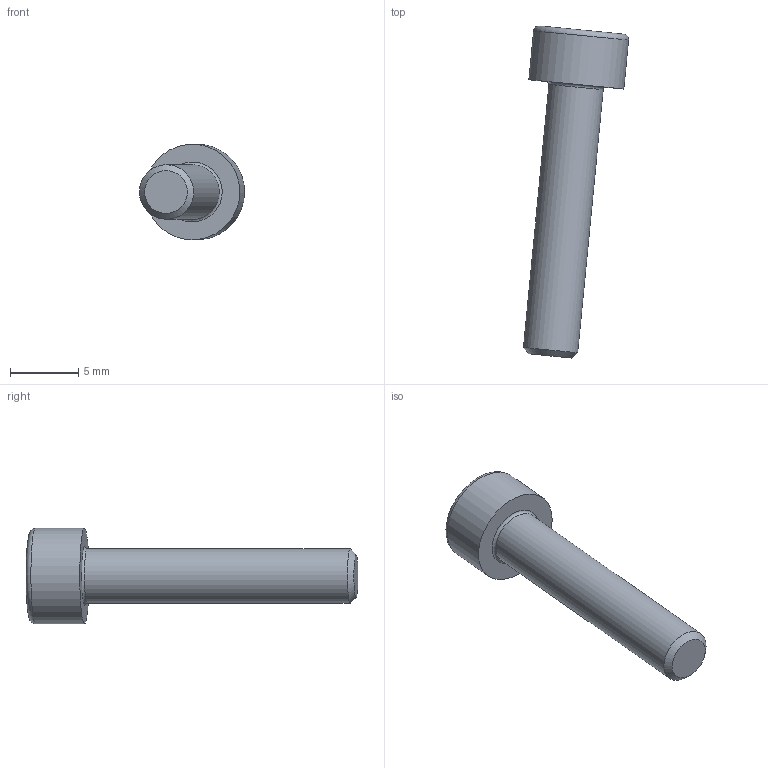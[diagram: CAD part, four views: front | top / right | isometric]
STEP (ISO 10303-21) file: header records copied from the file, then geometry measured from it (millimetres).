
FILE_DESCRIPTION(('FreeCAD Model'),'2;1');
FILE_NAME('DIN 912 - M4 x 0.7 x 20 x 18.25.step','2018-05-17T20:15:56',('Author'),(''), 'Open CASCADE STEP processor 7.2','FreeCAD','Unknown');
FILE_SCHEMA(('AUTOMOTIVE_DESIGN { 1 0 10303 214 1 1 1 1 }'));
Length unit declared in the file: millimetre
Products named in the file (1): DIN_912_-_M4_x_0.7_x_20_x_18.25
Bounding box: 7.71 x 24.34 x 7 mm (x, y, z)
Volume: 384.9 mm3; surface area: 430.9 mm2
Topology: 1 solids, 1 shells, 15 faces, 32 edges, 20 vertices
Faces by surface type: plane 9, torus 2, cylinder 2, cone 2
Full cylindrical faces by diameter (mm): 4 x1, 7 x1
Entity records: 949 total; most frequent: CARTESIAN_POINT 324, DIRECTION 106, ORIENTED_EDGE 62, PCURVE 62, DEFINITIONAL_REPRESENTATION 62, LINE 58, VECTOR 58, EDGE_CURVE 31
